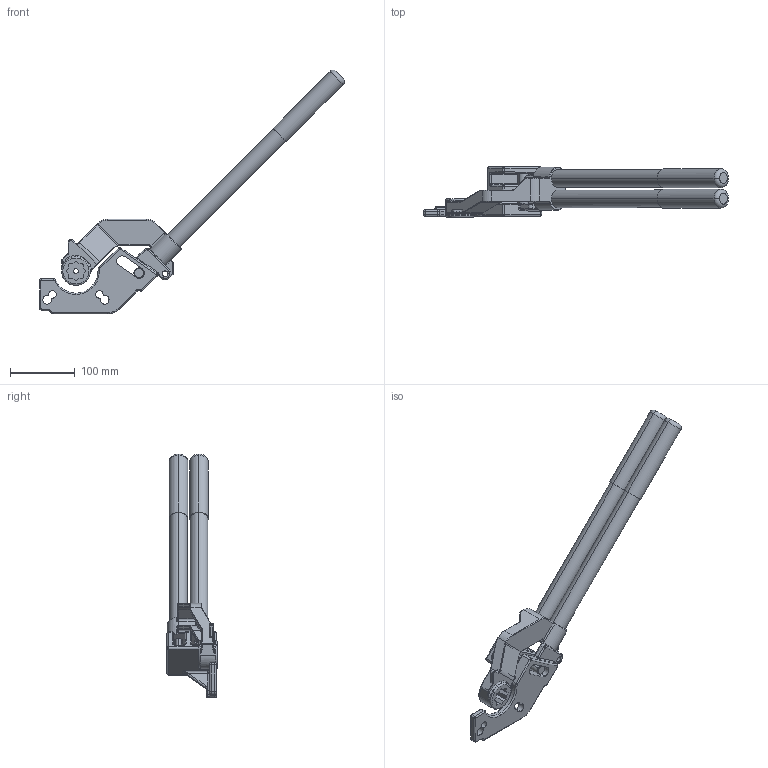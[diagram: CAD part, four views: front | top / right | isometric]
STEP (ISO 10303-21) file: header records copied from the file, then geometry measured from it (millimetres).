
FILE_DESCRIPTION (( 'STEP AP203' ), '1' );
FILE_NAME ('ACHSRF10F1222SV100NM.STEP', '2022-02-15T09:17:01', ( '' ), ( '' ), 'SwSTEP 2.0', 'SolidWorks 2020', '' );
FILE_SCHEMA (( 'CONFIG_CONTROL_DESIGN' ));
Length unit declared in the file: millimetre
Products named in the file (1): ACHSRF10F1222SV100NM
Bounding box: 469.27 x 77.5 x 375.33 mm (x, y, z)
Volume: 823638.2 mm3; surface area: 159465.3 mm2
Topology: 1 solids, 1 shells, 593 faces, 1427 edges, 815 vertices
Faces by surface type: cylinder 262, torus 150, plane 108, bspline 57, sphere 12, cone 4
Entity records: 21836 total; most frequent: CARTESIAN_POINT 8123, DIRECTION 3084, ORIENTED_EDGE 2792, EDGE_CURVE 1396, AXIS2_PLACEMENT_3D 1281, VERTEX_POINT 814, CIRCLE 744, EDGE_LOOP 620
